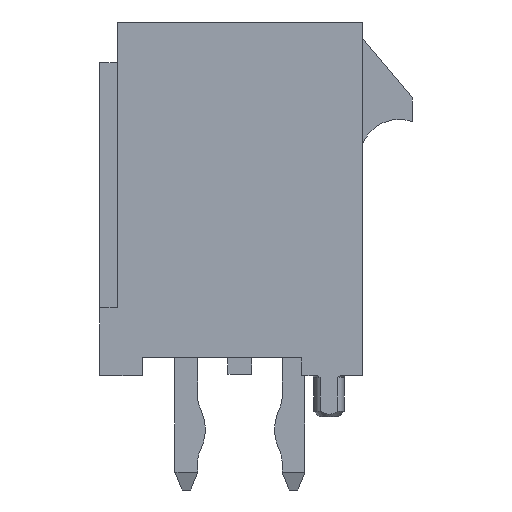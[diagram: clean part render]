
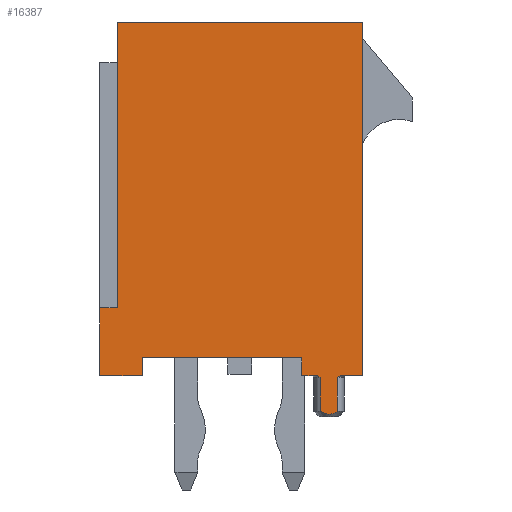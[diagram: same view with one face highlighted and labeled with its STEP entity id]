
A CAD part, left-side view. The second image highlights one B-rep face of the part: STEP entity #16387.
In plain terms, the highlighted face is planar.
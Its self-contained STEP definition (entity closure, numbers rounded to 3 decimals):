
#171=B_SPLINE_CURVE_WITH_KNOTS('',3,(#21375,#21376,#21377,#21378),
 .UNSPECIFIED.,.F.,.F.,(4,4),(0.,0.),
 .UNSPECIFIED.);
#175=B_SPLINE_CURVE_WITH_KNOTS('',3,(#21404,#21405,#21406,#21407),
 .UNSPECIFIED.,.F.,.F.,(4,4),(0.,0.),
 .UNSPECIFIED.);
#178=B_SPLINE_CURVE_WITH_KNOTS('',3,(#21428,#21429,#21430,#21431),
 .UNSPECIFIED.,.F.,.F.,(4,4),(0.,1.),.UNSPECIFIED.);
#1396=ORIENTED_EDGE('',*,*,#4059,.F.);
#1397=ORIENTED_EDGE('',*,*,#4054,.T.);
#1398=ORIENTED_EDGE('',*,*,#4057,.T.);
#1399=ORIENTED_EDGE('',*,*,#4047,.T.);
#1400=ORIENTED_EDGE('',*,*,#4569,.T.);
#1401=ORIENTED_EDGE('',*,*,#4567,.T.);
#1402=ORIENTED_EDGE('',*,*,#4570,.T.);
#1403=ORIENTED_EDGE('',*,*,#4571,.T.);
#1404=ORIENTED_EDGE('',*,*,#4068,.F.);
#1405=ORIENTED_EDGE('',*,*,#4063,.T.);
#1406=ORIENTED_EDGE('',*,*,#4572,.T.);
#1407=ORIENTED_EDGE('',*,*,#4548,.F.);
#1408=ORIENTED_EDGE('',*,*,#4573,.T.);
#1409=ORIENTED_EDGE('',*,*,#4142,.F.);
#1410=ORIENTED_EDGE('',*,*,#4574,.T.);
#1411=ORIENTED_EDGE('',*,*,#4039,.T.);
#4039=EDGE_CURVE('',#5754,#5755,#171,.T.);
#4047=EDGE_CURVE('',#5761,#5762,#175,.T.);
#4054=EDGE_CURVE('',#5768,#5767,#178,.T.);
#4057=EDGE_CURVE('',#5767,#5761,#6911,.T.);
#4059=EDGE_CURVE('',#5768,#5755,#6913,.T.);
#4063=EDGE_CURVE('',#5770,#5772,#6917,.T.);
#4068=EDGE_CURVE('',#5770,#5775,#6922,.T.);
#4142=EDGE_CURVE('',#5833,#5831,#6996,.T.);
#4548=EDGE_CURVE('',#6111,#6110,#7385,.T.);
#4567=EDGE_CURVE('',#6125,#6124,#7404,.T.);
#4569=EDGE_CURVE('',#5762,#6125,#7406,.T.);
#4570=EDGE_CURVE('',#6124,#6126,#7407,.T.);
#4571=EDGE_CURVE('',#6126,#5775,#7408,.T.);
#4572=EDGE_CURVE('',#5772,#6110,#7409,.T.);
#4573=EDGE_CURVE('',#6111,#5831,#7410,.T.);
#4574=EDGE_CURVE('',#5833,#5754,#7411,.T.);
#5754=VERTEX_POINT('',#21379);
#5755=VERTEX_POINT('',#21380);
#5761=VERTEX_POINT('',#21408);
#5762=VERTEX_POINT('',#21409);
#5767=VERTEX_POINT('',#21427);
#5768=VERTEX_POINT('',#21432);
#5770=VERTEX_POINT('',#21445);
#5772=VERTEX_POINT('',#21449);
#5775=VERTEX_POINT('',#21459);
#5831=VERTEX_POINT('',#21608);
#5833=VERTEX_POINT('',#21612);
#6110=VERTEX_POINT('',#22426);
#6111=VERTEX_POINT('',#22431);
#6124=VERTEX_POINT('',#22469);
#6125=VERTEX_POINT('',#22471);
#6126=VERTEX_POINT('',#22476);
#6911=LINE('',#21437,#8546);
#6913=LINE('',#21441,#8548);
#6917=LINE('',#21450,#8552);
#6922=LINE('',#21460,#8557);
#6996=LINE('',#21613,#8631);
#7385=LINE('',#22432,#9020);
#7404=LINE('',#22470,#9039);
#7406=LINE('',#22474,#9041);
#7407=LINE('',#22475,#9042);
#7408=LINE('',#22477,#9043);
#7409=LINE('',#22478,#9044);
#7410=LINE('',#22479,#9045);
#7411=LINE('',#22480,#9046);
#8546=VECTOR('',#18046,1000.);
#8548=VECTOR('',#18052,1000.);
#8552=VECTOR('',#18058,1000.);
#8557=VECTOR('',#18067,1000.);
#8631=VECTOR('',#18183,1000.);
#9020=VECTOR('',#18812,1000.);
#9039=VECTOR('',#18843,1000.);
#9041=VECTOR('',#18847,1000.);
#9042=VECTOR('',#18848,1000.);
#9043=VECTOR('',#18849,1000.);
#9044=VECTOR('',#18850,1000.);
#9045=VECTOR('',#18851,1000.);
#9046=VECTOR('',#18852,1000.);
#10055=EDGE_LOOP('',(#1396,#1397,#1398,#1399,#1400,#1401,#1402,#1403,#1404,
#1405,#1406,#1407,#1408,#1409,#1410,#1411));
#10718=FACE_BOUND('',#10055,.T.);
#11355=PLANE('',#17044);
#16387=ADVANCED_FACE('',(#10718),#11355,.T.);
#17044=AXIS2_PLACEMENT_3D('',#22473,#18845,#18846);
#18046=DIRECTION('',(0.,0.,1.));
#18052=DIRECTION('',(0.,0.,1.));
#18058=DIRECTION('',(0.,0.,-1.));
#18067=DIRECTION('',(-1.,0.,0.));
#18183=DIRECTION('',(0.,0.,1.));
#18812=DIRECTION('',(0.,0.,-1.));
#18843=DIRECTION('',(0.,0.,1.));
#18845=DIRECTION('',(0.,1.,0.));
#18846=DIRECTION('',(0.,0.,1.));
#18847=DIRECTION('',(-1.,0.,0.));
#18848=DIRECTION('',(1.,0.,0.));
#18849=DIRECTION('',(0.,0.,-1.));
#18850=DIRECTION('',(-1.,0.,0.));
#18851=DIRECTION('',(-1.,0.,0.));
#18852=DIRECTION('',(-1.,0.,0.));
#21375=CARTESIAN_POINT('',(-2.169,10.85,-4.95));
#21376=CARTESIAN_POINT('',(-2.195,10.85,-4.968));
#21377=CARTESIAN_POINT('',(-2.222,10.85,-4.984));
#21378=CARTESIAN_POINT('',(-2.249,10.85,-5.));
#21379=CARTESIAN_POINT('',(-2.169,10.85,-4.95));
#21380=CARTESIAN_POINT('',(-2.249,10.85,-5.));
#21404=CARTESIAN_POINT('',(-2.731,10.85,-5.));
#21405=CARTESIAN_POINT('',(-2.758,10.85,-4.984));
#21406=CARTESIAN_POINT('',(-2.785,10.85,-4.968));
#21407=CARTESIAN_POINT('',(-2.811,10.85,-4.95));
#21408=CARTESIAN_POINT('',(-2.731,10.85,-5.));
#21409=CARTESIAN_POINT('',(-2.811,10.85,-4.95));
#21427=CARTESIAN_POINT('',(-2.731,10.85,-5.95));
#21428=CARTESIAN_POINT('',(-2.249,10.85,-5.95));
#21429=CARTESIAN_POINT('',(-2.424,10.85,-6.05));
#21430=CARTESIAN_POINT('',(-2.554,10.85,-6.05));
#21431=CARTESIAN_POINT('',(-2.731,10.85,-5.95));
#21432=CARTESIAN_POINT('',(-2.249,10.85,-5.95));
#21437=CARTESIAN_POINT('',(-2.731,10.85,-6.1));
#21441=CARTESIAN_POINT('',(-2.249,10.85,-6.1));
#21445=CARTESIAN_POINT('',(3.93,10.85,-3.05));
#21449=CARTESIAN_POINT('',(3.93,10.85,-4.95));
#21450=CARTESIAN_POINT('',(3.93,10.85,-3.05));
#21459=CARTESIAN_POINT('',(3.43,10.85,-3.05));
#21460=CARTESIAN_POINT('',(3.93,10.85,-3.05));
#21608=CARTESIAN_POINT('',(-1.73,10.85,-4.45));
#21612=CARTESIAN_POINT('',(-1.73,10.85,-4.95));
#21613=CARTESIAN_POINT('',(-1.73,10.85,-4.95));
#22426=CARTESIAN_POINT('',(2.73,10.85,-4.95));
#22431=CARTESIAN_POINT('',(2.73,10.85,-4.45));
#22432=CARTESIAN_POINT('',(2.73,10.85,-4.45));
#22469=CARTESIAN_POINT('',(-3.43,10.85,4.95));
#22470=CARTESIAN_POINT('',(-3.43,10.85,-4.95));
#22471=CARTESIAN_POINT('',(-3.43,10.85,-4.95));
#22473=CARTESIAN_POINT('',(0.,10.85,0.));
#22474=CARTESIAN_POINT('',(3.43,10.85,-4.95));
#22475=CARTESIAN_POINT('',(-3.43,10.85,4.95));
#22476=CARTESIAN_POINT('',(3.43,10.85,4.95));
#22477=CARTESIAN_POINT('',(3.43,10.85,4.95));
#22478=CARTESIAN_POINT('',(3.43,10.85,-4.95));
#22479=CARTESIAN_POINT('',(-2.73,10.85,-4.45));
#22480=CARTESIAN_POINT('',(3.43,10.85,-4.95));
